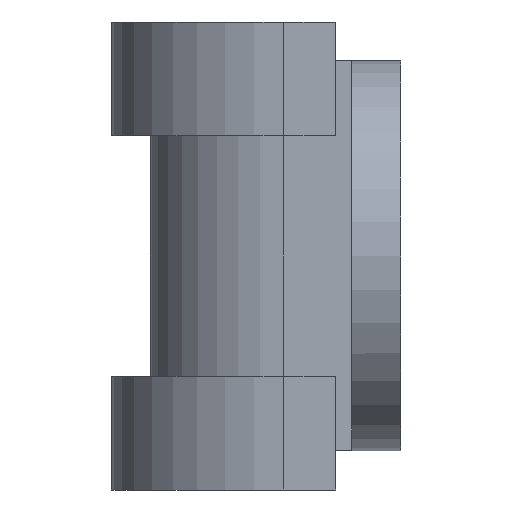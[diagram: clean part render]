
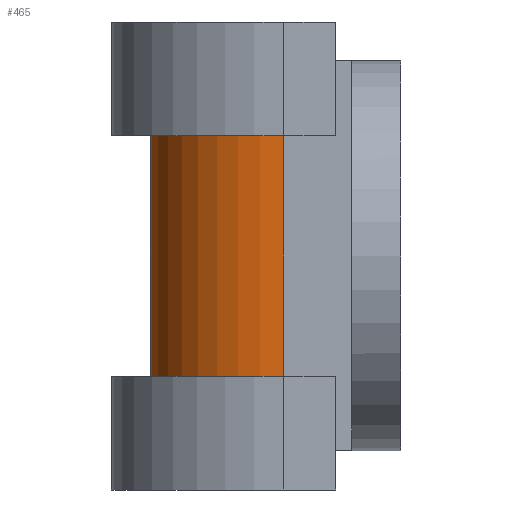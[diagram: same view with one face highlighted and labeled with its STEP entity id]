
A CAD part, left-side view. The second image highlights one B-rep face of the part: STEP entity #465.
In plain terms, the highlighted cylindrical face has radius 4.1 mm (diameter 8.2 mm), a partial arc.
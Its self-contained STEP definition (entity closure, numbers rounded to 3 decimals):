
#57 = AXIS2_PLACEMENT_3D ( 'NONE', #747, #424, #976 ) ;
#126 = DIRECTION ( 'NONE',  ( 0., 0., 1. ) ) ;
#128 = CARTESIAN_POINT ( 'NONE',  ( 4.1, 3.6, 6. ) ) ;
#137 = VERTEX_POINT ( 'NONE', #1096 ) ;
#141 = DIRECTION ( 'NONE',  ( 1., 0., 0. ) ) ;
#163 = ORIENTED_EDGE ( 'NONE', *, *, #1272, .T. ) ;
#218 = AXIS2_PLACEMENT_3D ( 'NONE', #872, #453, #898 ) ;
#424 = DIRECTION ( 'NONE',  ( 0., 0., 1. ) ) ;
#453 = DIRECTION ( 'NONE',  ( 0., 0., -1. ) ) ;
#465 = ADVANCED_FACE ( 'NONE', ( #1444 ), #879, .T. ) ;
#469 = CIRCLE ( 'NONE', #839, 4.1 ) ;
#496 = DIRECTION ( 'NONE',  ( 0., 0., -1. ) ) ;
#509 = CARTESIAN_POINT ( 'NONE',  ( -4.1, 3.6, 3.7 ) ) ;
#530 = EDGE_CURVE ( 'NONE', #137, #1413, #469, .T. ) ;
#545 = CIRCLE ( 'NONE', #57, 4.1 ) ;
#615 = LINE ( 'NONE', #128, #945 ) ;
#637 = ORIENTED_EDGE ( 'NONE', *, *, #1447, .F. ) ;
#747 = CARTESIAN_POINT ( 'NONE',  ( 0., 3.6, 3.7 ) ) ;
#765 = EDGE_CURVE ( 'NONE', #1329, #1413, #941, .T. ) ;
#832 = CARTESIAN_POINT ( 'NONE',  ( 0., 3.6, -3.7 ) ) ;
#839 = AXIS2_PLACEMENT_3D ( 'NONE', #832, #126, #141 ) ;
#872 = CARTESIAN_POINT ( 'NONE',  ( 0., 3.6, 6. ) ) ;
#879 = CYLINDRICAL_SURFACE ( 'NONE', #218, 4.1 ) ;
#898 = DIRECTION ( 'NONE',  ( -1., 0., 0. ) ) ;
#921 = ORIENTED_EDGE ( 'NONE', *, *, #765, .F. ) ;
#941 = LINE ( 'NONE', #1181, #1390 ) ;
#945 = VECTOR ( 'NONE', #496, 1000. ) ;
#947 = DIRECTION ( 'NONE',  ( 0., 0., -1. ) ) ;
#976 = DIRECTION ( 'NONE',  ( 1., 0., 0. ) ) ;
#1012 = CARTESIAN_POINT ( 'NONE',  ( 4.1, 3.6, 3.7 ) ) ;
#1055 = ORIENTED_EDGE ( 'NONE', *, *, #530, .T. ) ;
#1096 = CARTESIAN_POINT ( 'NONE',  ( 4.1, 3.6, -3.7 ) ) ;
#1145 = VERTEX_POINT ( 'NONE', #1012 ) ;
#1181 = CARTESIAN_POINT ( 'NONE',  ( -4.1, 3.6, 6. ) ) ;
#1272 = EDGE_CURVE ( 'NONE', #1145, #137, #615, .T. ) ;
#1329 = VERTEX_POINT ( 'NONE', #509 ) ;
#1337 = EDGE_LOOP ( 'NONE', ( #637, #163, #1055, #921 ) ) ;
#1390 = VECTOR ( 'NONE', #947, 1000. ) ;
#1404 = CARTESIAN_POINT ( 'NONE',  ( -4.1, 3.6, -3.7 ) ) ;
#1413 = VERTEX_POINT ( 'NONE', #1404 ) ;
#1444 = FACE_OUTER_BOUND ( 'NONE', #1337, .T. ) ;
#1447 = EDGE_CURVE ( 'NONE', #1145, #1329, #545, .T. ) ;
